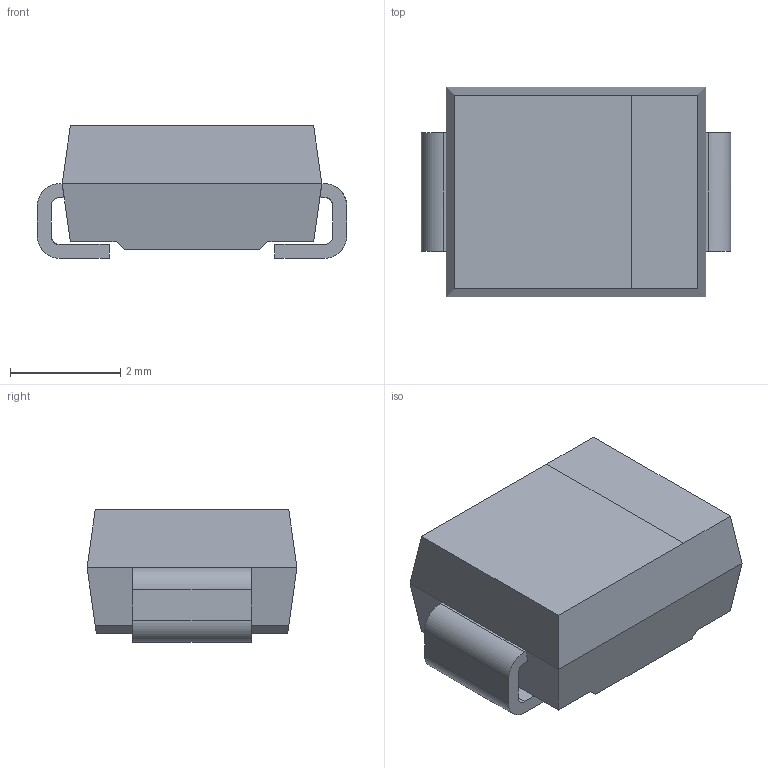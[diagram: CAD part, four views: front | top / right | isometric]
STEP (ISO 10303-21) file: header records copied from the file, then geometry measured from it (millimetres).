
FILE_DESCRIPTION (( 'STEP AP214' ), '1' );
FILE_NAME ('09FC3EA4-7EF5-4869-B2B4-3F343D057706.STEP', '2024-04-26T21:33:58', ( '' ), ( '' ), 'SwSTEP 2.0', 'SolidWorks 2022', '' );
FILE_SCHEMA (( 'AUTOMOTIVE_DESIGN' ));
Length unit declared in the file: millimetre
Products named in the file (1): 09FC3EA4-7EF5-4869-B2B4-3F343D057706
Bounding box: 5.6 x 3.8 x 2.4 mm (x, y, z)
Volume: 38.9 mm3; surface area: 89.6 mm2
Topology: 1 solids, 1 shells, 41 faces, 109 edges, 70 vertices
Faces by surface type: plane 33, cylinder 8
Entity records: 1787 total; most frequent: CARTESIAN_POINT 324, ORIENTED_EDGE 218, DIRECTION 173, EDGE_CURVE 109, LINE 89, VECTOR 89, VERTEX_POINT 70, UNCERTAINTY_MEASURE_WITH_UNIT 44
